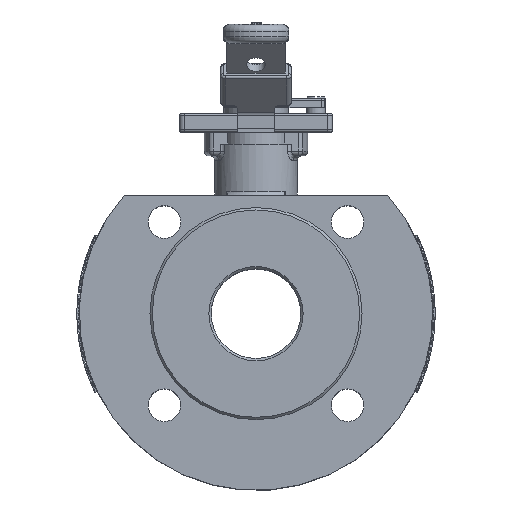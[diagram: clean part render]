
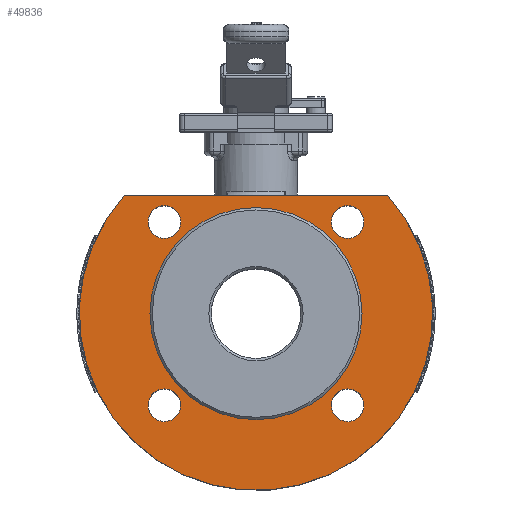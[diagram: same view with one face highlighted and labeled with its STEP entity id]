
A CAD part, top view. The second image highlights one B-rep face of the part: STEP entity #49836.
In plain terms, the highlighted planar face has unit normal (0, 0, 1).
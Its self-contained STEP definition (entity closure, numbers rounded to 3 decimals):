
#3317=FACE_BOUND('',#7708,.T.);
#3318=FACE_BOUND('',#7709,.T.);
#3319=FACE_BOUND('',#7710,.T.);
#3320=FACE_BOUND('',#7711,.T.);
#3321=FACE_BOUND('',#7712,.T.);
#3678=PLANE('',#52655);
#4942=FACE_OUTER_BOUND('',#7707,.T.);
#7707=EDGE_LOOP('',(#32347,#32348));
#7708=EDGE_LOOP('',(#32349));
#7709=EDGE_LOOP('',(#32350));
#7710=EDGE_LOOP('',(#32351));
#7711=EDGE_LOOP('',(#32352));
#7712=EDGE_LOOP('',(#32353));
#10742=CIRCLE('',#52656,75.);
#10743=CIRCLE('',#52657,6.918);
#10744=CIRCLE('',#52658,6.918);
#10745=CIRCLE('',#52659,6.918);
#10746=CIRCLE('',#52660,6.918);
#10747=CIRCLE('',#52661,45.);
#12010=LINE('',#65378,#16006);
#16006=VECTOR('',#55725,10.);
#19998=VERTEX_POINT('',#65376);
#19999=VERTEX_POINT('',#65377);
#20000=VERTEX_POINT('',#65380);
#20001=VERTEX_POINT('',#65382);
#20002=VERTEX_POINT('',#65384);
#20003=VERTEX_POINT('',#65386);
#20004=VERTEX_POINT('',#65388);
#24887=EDGE_CURVE('',#19998,#19999,#12010,.T.);
#24888=EDGE_CURVE('',#19999,#19998,#10742,.T.);
#24889=EDGE_CURVE('',#20000,#20000,#10743,.T.);
#24890=EDGE_CURVE('',#20001,#20001,#10744,.T.);
#24891=EDGE_CURVE('',#20002,#20002,#10745,.T.);
#24892=EDGE_CURVE('',#20003,#20003,#10746,.T.);
#24893=EDGE_CURVE('',#20004,#20004,#10747,.T.);
#32347=ORIENTED_EDGE('',*,*,#24887,.T.);
#32348=ORIENTED_EDGE('',*,*,#24888,.T.);
#32349=ORIENTED_EDGE('',*,*,#24889,.T.);
#32350=ORIENTED_EDGE('',*,*,#24890,.T.);
#32351=ORIENTED_EDGE('',*,*,#24891,.T.);
#32352=ORIENTED_EDGE('',*,*,#24892,.T.);
#32353=ORIENTED_EDGE('',*,*,#24893,.T.);
#49836=ADVANCED_FACE('',(#4942,#3317,#3318,#3319,#3320,#3321),#3678,.T.);
#52655=AXIS2_PLACEMENT_3D('',#65375,#55723,#55724);
#52656=AXIS2_PLACEMENT_3D('',#65379,#55726,#55727);
#52657=AXIS2_PLACEMENT_3D('',#65381,#55728,#55729);
#52658=AXIS2_PLACEMENT_3D('',#65383,#55730,#55731);
#52659=AXIS2_PLACEMENT_3D('',#65385,#55732,#55733);
#52660=AXIS2_PLACEMENT_3D('',#65387,#55734,#55735);
#52661=AXIS2_PLACEMENT_3D('',#65389,#55736,#55737);
#55723=DIRECTION('center_axis',(0.,0.,1.));
#55724=DIRECTION('ref_axis',(1.,0.,0.));
#55725=DIRECTION('',(-1.,0.,0.));
#55726=DIRECTION('center_axis',(0.,0.,1.));
#55727=DIRECTION('ref_axis',(-0.745,0.667,0.));
#55728=DIRECTION('center_axis',(0.,0.,-1.));
#55729=DIRECTION('ref_axis',(1.,0.,0.));
#55730=DIRECTION('center_axis',(0.,0.,-1.));
#55731=DIRECTION('ref_axis',(1.,0.,0.));
#55732=DIRECTION('center_axis',(0.,0.,-1.));
#55733=DIRECTION('ref_axis',(1.,0.,0.));
#55734=DIRECTION('center_axis',(0.,0.,-1.));
#55735=DIRECTION('ref_axis',(1.,0.,0.));
#55736=DIRECTION('center_axis',(0.,0.,-1.));
#55737=DIRECTION('ref_axis',(-1.,0.,0.));
#65375=CARTESIAN_POINT('Origin',(0.,-1.885,
29.));
#65376=CARTESIAN_POINT('',(55.902,50.,29.));
#65377=CARTESIAN_POINT('',(-55.902,50.,29.));
#65378=CARTESIAN_POINT('',(55.902,50.,29.));
#65379=CARTESIAN_POINT('Origin',(0.,0.,29.));
#65380=CARTESIAN_POINT('',(-31.973,-38.891,29.));
#65381=CARTESIAN_POINT('Origin',(-38.891,-38.891,29.));
#65382=CARTESIAN_POINT('',(45.808,38.891,29.));
#65383=CARTESIAN_POINT('Origin',(38.891,38.891,29.));
#65384=CARTESIAN_POINT('',(-31.973,38.891,29.));
#65385=CARTESIAN_POINT('Origin',(-38.891,38.891,29.));
#65386=CARTESIAN_POINT('',(45.808,-38.891,29.));
#65387=CARTESIAN_POINT('Origin',(38.891,-38.891,29.));
#65388=CARTESIAN_POINT('',(45.,0.,29.));
#65389=CARTESIAN_POINT('Origin',(0.,0.,29.));
